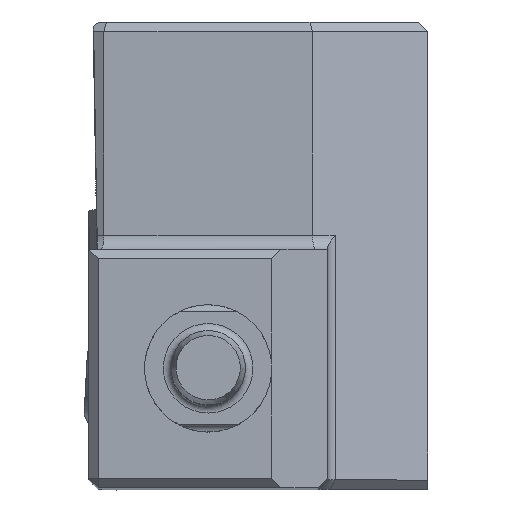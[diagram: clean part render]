
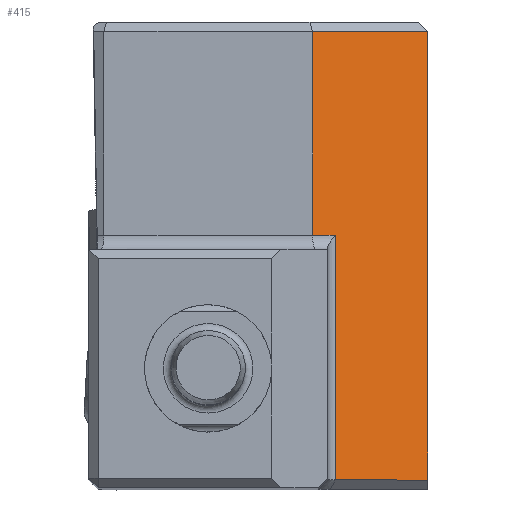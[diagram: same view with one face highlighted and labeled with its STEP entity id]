
A CAD part, top view. The second image highlights one B-rep face of the part: STEP entity #415.
In plain terms, the highlighted planar face has unit normal (0.5, 0, 0.866).
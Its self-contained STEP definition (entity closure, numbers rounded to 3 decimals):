
#415=ADVANCED_FACE('',(#728),#625,.F.);
#625=PLANE('',#4014);
#728=FACE_OUTER_BOUND('',#923,.T.);
#923=EDGE_LOOP('',(#1330,#1331,#1332,#1333,#1334,#1335));
#1330=ORIENTED_EDGE('',*,*,#2737,.F.);
#1331=ORIENTED_EDGE('',*,*,#2762,.T.);
#1332=ORIENTED_EDGE('',*,*,#2749,.T.);
#1333=ORIENTED_EDGE('',*,*,#2763,.F.);
#1334=ORIENTED_EDGE('',*,*,#2759,.T.);
#1335=ORIENTED_EDGE('',*,*,#2764,.T.);
#2373=VERTEX_POINT('',#5570);
#2374=VERTEX_POINT('',#5572);
#2381=VERTEX_POINT('',#5594);
#2382=VERTEX_POINT('',#5595);
#2387=VERTEX_POINT('',#5613);
#2388=VERTEX_POINT('',#5614);
#2737=EDGE_CURVE('',#2373,#2374,#3278,.T.);
#2749=EDGE_CURVE('',#2381,#2382,#3288,.T.);
#2759=EDGE_CURVE('',#2387,#2388,#3295,.T.);
#2762=EDGE_CURVE('',#2373,#2381,#3296,.T.);
#2763=EDGE_CURVE('',#2387,#2382,#3297,.T.);
#2764=EDGE_CURVE('',#2388,#2374,#3298,.T.);
#3278=LINE('',#5571,#3611);
#3288=LINE('',#5593,#3621);
#3295=LINE('',#5612,#3628);
#3296=LINE('',#5618,#3629);
#3297=LINE('',#5619,#3630);
#3298=LINE('',#5620,#3631);
#3611=VECTOR('',#4423,1.);
#3621=VECTOR('',#4443,1.);
#3628=VECTOR('',#4462,1.);
#3629=VECTOR('',#4469,1.);
#3630=VECTOR('',#4470,1.);
#3631=VECTOR('',#4471,1.);
#4014=AXIS2_PLACEMENT_3D('',#5621,#4472,#4473);
#4423=DIRECTION('',(0.,-1.,0.));
#4443=DIRECTION('',(0.,-1.,0.));
#4462=DIRECTION('',(0.,-1.,0.));
#4469=DIRECTION('',(-0.866,0.,0.5));
#4470=DIRECTION('',(-0.866,0.,0.5));
#4471=DIRECTION('',(0.866,0.,-0.5));
#4472=DIRECTION('',(-0.5,0.,-0.866));
#4473=DIRECTION('',(0.866,0.,-0.5));
#5570=CARTESIAN_POINT('',(5.325,24.3,-47.536));
#5571=CARTESIAN_POINT('',(5.325,36.338,-47.536));
#5572=CARTESIAN_POINT('',(5.325,0.5,-47.536));
#5593=CARTESIAN_POINT('',(-0.8,24.8,-44.));
#5594=CARTESIAN_POINT('',(-0.8,24.3,-44.));
#5595=CARTESIAN_POINT('',(-0.8,13.475,-44.));
#5612=CARTESIAN_POINT('',(0.4,36.338,-44.693));
#5613=CARTESIAN_POINT('',(0.4,13.475,-44.693));
#5614=CARTESIAN_POINT('',(0.4,0.5,-44.693));
#5618=CARTESIAN_POINT('',(-0.8,24.3,-44.));
#5619=CARTESIAN_POINT('',(-24.006,13.475,-30.602));
#5620=CARTESIAN_POINT('',(5.325,0.5,-47.536));
#5621=CARTESIAN_POINT('',(0.4,36.338,-44.693));
